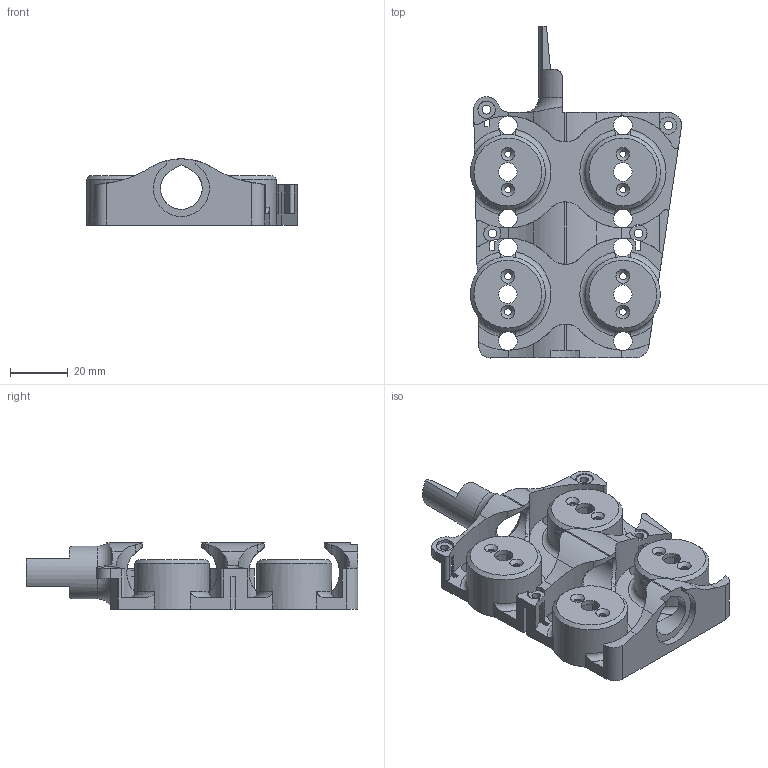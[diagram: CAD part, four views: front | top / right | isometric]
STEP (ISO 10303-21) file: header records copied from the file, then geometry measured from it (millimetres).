
FILE_DESCRIPTION(/* description */ (''),/* implementation_level */ '2;1');
FILE_NAME(/* name */ 'DEMOD_2STG_40.step',/* time_stamp */ '2021-06-29T23:02:57-07:00',/* author */ (''),/* organization */ (''),/* preprocessor_version */ 'ST-DEVELOPER v18.1',/* originating_system */ 'Autodesk Translation Framework v10.9.0.1377',/* authorisation */ '');
FILE_SCHEMA (('AUTOMOTIVE_DESIGN { 1 0 10303 214 3 1 1 }'));
Length unit declared in the file: millimetre
Products named in the file (1): DEMOD_2STG_Individual
Bounding box: 73.4 x 115.42 x 23 mm (x, y, z)
Volume: 42065.3 mm3; surface area: 28442.9 mm2
Topology: 1 solids, 1 shells, 291 faces, 849 edges, 529 vertices
Faces by surface type: cylinder 110, plane 93, bspline 52, cone 24, torus 12
Full cylindrical faces by diameter (mm): 2.2 x4, 2.4 x4, 3 x4, 6 x2, 6.4 x4, 6.5 x8, 26 x4
Entity records: 12412 total; most frequent: CARTESIAN_POINT 4993, ORIENTED_EDGE 1666, DIRECTION 1399, EDGE_CURVE 833, VERTEX_POINT 529, AXIS2_PLACEMENT_3D 529, LINE 341, VECTOR 341
